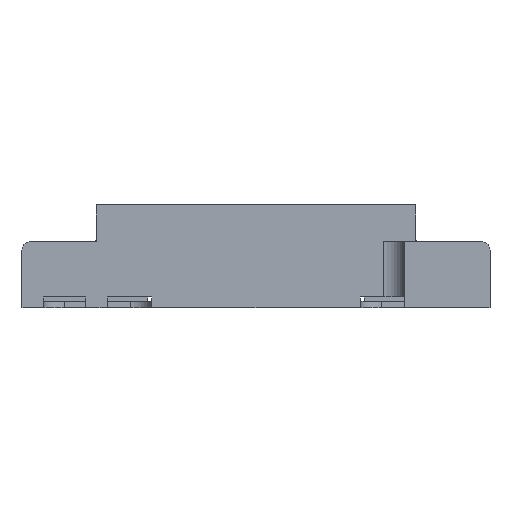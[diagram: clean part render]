
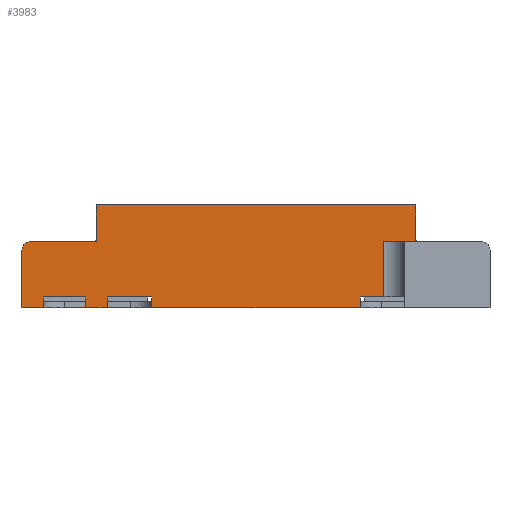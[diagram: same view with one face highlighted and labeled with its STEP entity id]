
A CAD part, front view. The second image highlights one B-rep face of the part: STEP entity #3983.
In plain terms, the highlighted planar face has unit normal (0, -1, 0).
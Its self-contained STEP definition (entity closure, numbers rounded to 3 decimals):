
#3536=AXIS2_PLACEMENT_3D('Plane Axis2P3D',#3533,#3534,#3535) ;
#3955=AXIS2_PLACEMENT_3D('Circle Axis2P3D',#3953,#3954,$) ;
#520=CARTESIAN_POINT('Vertex',(-4.9,-10.75,-0.5)) ;
#523=CARTESIAN_POINT('Line Origine',(-4.9,-10.75,-0.25)) ;
#527=CARTESIAN_POINT('Vertex',(-4.9,-10.75,0.)) ;
#701=CARTESIAN_POINT('Vertex',(-7.5,-10.75,2.6)) ;
#704=CARTESIAN_POINT('Line Origine',(-7.5,-10.75,3.475)) ;
#708=CARTESIAN_POINT('Vertex',(-7.5,-10.75,3.8)) ;
#711=CARTESIAN_POINT('Line Origine',(-7.5,-10.75,3.475)) ;
#715=CARTESIAN_POINT('Vertex',(-7.5,-10.75,4.2)) ;
#948=CARTESIAN_POINT('Vertex',(4.9,-10.75,0.)) ;
#951=CARTESIAN_POINT('Line Origine',(4.9,-10.75,-0.25)) ;
#955=CARTESIAN_POINT('Vertex',(4.9,-10.75,-0.5)) ;
#1600=CARTESIAN_POINT('Vertex',(-11.,-10.75,-0.5)) ;
#1603=CARTESIAN_POINT('Line Origine',(-11.,-10.75,0.85)) ;
#1607=CARTESIAN_POINT('Vertex',(-11.,-10.75,2.2)) ;
#2135=CARTESIAN_POINT('Line Origine',(-5.95,-10.75,0.)) ;
#2139=CARTESIAN_POINT('Vertex',(-7.,-10.75,0.)) ;
#2160=CARTESIAN_POINT('Vertex',(-8.,-10.75,0.)) ;
#2163=CARTESIAN_POINT('Line Origine',(-9.,-10.75,0.)) ;
#2167=CARTESIAN_POINT('Vertex',(-10.,-10.75,0.)) ;
#2242=CARTESIAN_POINT('Line Origine',(-7.5,-10.75,4.275)) ;
#2246=CARTESIAN_POINT('Vertex',(-7.5,-10.75,4.35)) ;
#2273=CARTESIAN_POINT('Line Origine',(0.,-10.75,4.35)) ;
#2277=CARTESIAN_POINT('Vertex',(7.5,-10.75,4.35)) ;
#2311=CARTESIAN_POINT('Line Origine',(7.5,-10.75,4.275)) ;
#2315=CARTESIAN_POINT('Vertex',(7.5,-10.75,4.2)) ;
#2339=CARTESIAN_POINT('Vertex',(-7.,-10.75,-0.5)) ;
#2349=CARTESIAN_POINT('Line Origine',(-7.,-10.75,-0.25)) ;
#2366=CARTESIAN_POINT('Line Origine',(-7.5,-10.75,-0.5)) ;
#2370=CARTESIAN_POINT('Vertex',(-8.,-10.75,-0.5)) ;
#2397=CARTESIAN_POINT('Line Origine',(-8.,-10.75,-0.25)) ;
#3328=CARTESIAN_POINT('Line Origine',(-10.,-10.75,-0.25)) ;
#3332=CARTESIAN_POINT('Vertex',(-10.,-10.75,-0.5)) ;
#3396=CARTESIAN_POINT('Line Origine',(0.,-10.75,-0.5)) ;
#3401=CARTESIAN_POINT('Line Origine',(-10.5,-10.75,-0.5)) ;
#3533=CARTESIAN_POINT('Axis2P3D Location',(11.,-10.75,0.)) ;
#3781=CARTESIAN_POINT('Line Origine',(5.45,-10.75,0.)) ;
#3785=CARTESIAN_POINT('Vertex',(6.,-10.75,0.)) ;
#3823=CARTESIAN_POINT('Line Origine',(6.75,-10.75,2.6)) ;
#3827=CARTESIAN_POINT('Vertex',(6.,-10.75,2.6)) ;
#3829=CARTESIAN_POINT('Vertex',(7.5,-10.75,2.6)) ;
#3860=CARTESIAN_POINT('Vertex',(-10.6,-10.75,2.6)) ;
#3863=CARTESIAN_POINT('Line Origine',(-9.05,-10.75,2.6)) ;
#3936=CARTESIAN_POINT('Line Origine',(6.,-10.75,1.3)) ;
#3941=CARTESIAN_POINT('Line Origine',(7.5,-10.75,3.2)) ;
#3945=CARTESIAN_POINT('Vertex',(7.5,-10.75,3.8)) ;
#3948=CARTESIAN_POINT('Line Origine',(7.5,-10.75,4.)) ;
#3953=CARTESIAN_POINT('Axis2P3D Location',(-10.6,-10.75,2.2)) ;
#524=DIRECTION('Vector Direction',(0.,0.,-1.)) ;
#705=DIRECTION('Vector Direction',(0.,0.,-1.)) ;
#712=DIRECTION('Vector Direction',(0.,0.,-1.)) ;
#952=DIRECTION('Vector Direction',(0.,0.,-1.)) ;
#1604=DIRECTION('Vector Direction',(0.,0.,-1.)) ;
#2136=DIRECTION('Vector Direction',(-1.,0.,0.)) ;
#2164=DIRECTION('Vector Direction',(-1.,0.,0.)) ;
#2243=DIRECTION('Vector Direction',(0.,0.,-1.)) ;
#2274=DIRECTION('Vector Direction',(-1.,0.,0.)) ;
#2312=DIRECTION('Vector Direction',(0.,0.,-1.)) ;
#2350=DIRECTION('Vector Direction',(0.,0.,-1.)) ;
#2367=DIRECTION('Vector Direction',(1.,0.,0.)) ;
#2398=DIRECTION('Vector Direction',(0.,0.,-1.)) ;
#3329=DIRECTION('Vector Direction',(0.,0.,-1.)) ;
#3397=DIRECTION('Vector Direction',(1.,0.,0.)) ;
#3402=DIRECTION('Vector Direction',(1.,0.,0.)) ;
#3534=DIRECTION('Axis2P3D Direction',(0.,1.,-0.)) ;
#3535=DIRECTION('Axis2P3D XDirection',(-1.,0.,0.)) ;
#3782=DIRECTION('Vector Direction',(-1.,0.,0.)) ;
#3824=DIRECTION('Vector Direction',(-1.,0.,0.)) ;
#3864=DIRECTION('Vector Direction',(1.,0.,0.)) ;
#3937=DIRECTION('Vector Direction',(0.,0.,-1.)) ;
#3942=DIRECTION('Vector Direction',(0.,0.,-1.)) ;
#3949=DIRECTION('Vector Direction',(0.,0.,-1.)) ;
#3954=DIRECTION('Axis2P3D Direction',(0.,1.,-0.)) ;
#525=VECTOR('Line Direction',#524,1.) ;
#706=VECTOR('Line Direction',#705,1.) ;
#713=VECTOR('Line Direction',#712,1.) ;
#953=VECTOR('Line Direction',#952,1.) ;
#1605=VECTOR('Line Direction',#1604,1.) ;
#2137=VECTOR('Line Direction',#2136,1.) ;
#2165=VECTOR('Line Direction',#2164,1.) ;
#2244=VECTOR('Line Direction',#2243,1.) ;
#2275=VECTOR('Line Direction',#2274,1.) ;
#2313=VECTOR('Line Direction',#2312,1.) ;
#2351=VECTOR('Line Direction',#2350,1.) ;
#2368=VECTOR('Line Direction',#2367,1.) ;
#2399=VECTOR('Line Direction',#2398,1.) ;
#3330=VECTOR('Line Direction',#3329,1.) ;
#3398=VECTOR('Line Direction',#3397,1.) ;
#3403=VECTOR('Line Direction',#3402,1.) ;
#3783=VECTOR('Line Direction',#3782,1.) ;
#3825=VECTOR('Line Direction',#3824,1.) ;
#3865=VECTOR('Line Direction',#3864,1.) ;
#3938=VECTOR('Line Direction',#3937,1.) ;
#3943=VECTOR('Line Direction',#3942,1.) ;
#3950=VECTOR('Line Direction',#3949,1.) ;
#3959=ORIENTED_EDGE('',*,*,#3940,.T.) ;
#3960=ORIENTED_EDGE('',*,*,#3831,.T.) ;
#3961=ORIENTED_EDGE('',*,*,#3947,.T.) ;
#3962=ORIENTED_EDGE('',*,*,#3952,.T.) ;
#3963=ORIENTED_EDGE('',*,*,#2317,.F.) ;
#3964=ORIENTED_EDGE('',*,*,#2279,.F.) ;
#3965=ORIENTED_EDGE('',*,*,#2248,.T.) ;
#3966=ORIENTED_EDGE('',*,*,#717,.F.) ;
#3967=ORIENTED_EDGE('',*,*,#710,.F.) ;
#3968=ORIENTED_EDGE('',*,*,#3867,.T.) ;
#3969=ORIENTED_EDGE('',*,*,#3957,.F.) ;
#3970=ORIENTED_EDGE('',*,*,#1609,.T.) ;
#3971=ORIENTED_EDGE('',*,*,#3405,.F.) ;
#3972=ORIENTED_EDGE('',*,*,#3334,.F.) ;
#3973=ORIENTED_EDGE('',*,*,#2169,.T.) ;
#3974=ORIENTED_EDGE('',*,*,#2401,.T.) ;
#3975=ORIENTED_EDGE('',*,*,#2372,.F.) ;
#3976=ORIENTED_EDGE('',*,*,#2353,.F.) ;
#3977=ORIENTED_EDGE('',*,*,#2141,.T.) ;
#3978=ORIENTED_EDGE('',*,*,#529,.T.) ;
#3979=ORIENTED_EDGE('',*,*,#3400,.F.) ;
#3980=ORIENTED_EDGE('',*,*,#957,.F.) ;
#3981=ORIENTED_EDGE('',*,*,#3787,.T.) ;
#3983=ADVANCED_FACE('Hauptk\X2\00F6\X0\rper',(#3982),#3537,.F.) ;
#3956=CIRCLE('generated circle',#3955,0.4) ;
#529=EDGE_CURVE('',#528,#521,#526,.T.) ;
#710=EDGE_CURVE('',#702,#709,#707,.F.) ;
#717=EDGE_CURVE('',#709,#716,#714,.F.) ;
#957=EDGE_CURVE('',#949,#956,#954,.T.) ;
#1609=EDGE_CURVE('',#1608,#1601,#1606,.T.) ;
#2141=EDGE_CURVE('',#2140,#528,#2138,.F.) ;
#2169=EDGE_CURVE('',#2168,#2161,#2166,.F.) ;
#2248=EDGE_CURVE('',#2247,#716,#2245,.T.) ;
#2279=EDGE_CURVE('',#2247,#2278,#2276,.F.) ;
#2317=EDGE_CURVE('',#2278,#2316,#2314,.T.) ;
#2353=EDGE_CURVE('',#2140,#2340,#2352,.T.) ;
#2372=EDGE_CURVE('',#2340,#2371,#2369,.F.) ;
#2401=EDGE_CURVE('',#2161,#2371,#2400,.T.) ;
#3334=EDGE_CURVE('',#2168,#3333,#3331,.T.) ;
#3400=EDGE_CURVE('',#956,#521,#3399,.F.) ;
#3405=EDGE_CURVE('',#3333,#1601,#3404,.F.) ;
#3787=EDGE_CURVE('',#949,#3786,#3784,.F.) ;
#3831=EDGE_CURVE('',#3828,#3830,#3826,.F.) ;
#3867=EDGE_CURVE('',#702,#3861,#3866,.F.) ;
#3940=EDGE_CURVE('',#3786,#3828,#3939,.F.) ;
#3947=EDGE_CURVE('',#3830,#3946,#3944,.F.) ;
#3952=EDGE_CURVE('',#3946,#2316,#3951,.F.) ;
#3957=EDGE_CURVE('',#1608,#3861,#3956,.T.) ;
#3958=EDGE_LOOP('',(#3959,#3960,#3961,#3962,#3963,#3964,#3965,#3966,#3967,#3968,#3969,#3970,#3971,#3972,#3973,#3974,#3975,#3976,#3977,#3978,#3979,#3980,#3981)) ;
#3982=FACE_OUTER_BOUND('',#3958,.T.) ;
#526=LINE('Line',#523,#525) ;
#707=LINE('Line',#704,#706) ;
#714=LINE('Line',#711,#713) ;
#954=LINE('Line',#951,#953) ;
#1606=LINE('Line',#1603,#1605) ;
#2138=LINE('Line',#2135,#2137) ;
#2166=LINE('Line',#2163,#2165) ;
#2245=LINE('Line',#2242,#2244) ;
#2276=LINE('Line',#2273,#2275) ;
#2314=LINE('Line',#2311,#2313) ;
#2352=LINE('Line',#2349,#2351) ;
#2369=LINE('Line',#2366,#2368) ;
#2400=LINE('Line',#2397,#2399) ;
#3331=LINE('Line',#3328,#3330) ;
#3399=LINE('Line',#3396,#3398) ;
#3404=LINE('Line',#3401,#3403) ;
#3784=LINE('Line',#3781,#3783) ;
#3826=LINE('Line',#3823,#3825) ;
#3866=LINE('Line',#3863,#3865) ;
#3939=LINE('Line',#3936,#3938) ;
#3944=LINE('Line',#3941,#3943) ;
#3951=LINE('Line',#3948,#3950) ;
#3537=PLANE('',#3536) ;
#521=VERTEX_POINT('',#520) ;
#528=VERTEX_POINT('',#527) ;
#702=VERTEX_POINT('',#701) ;
#709=VERTEX_POINT('',#708) ;
#716=VERTEX_POINT('',#715) ;
#949=VERTEX_POINT('',#948) ;
#956=VERTEX_POINT('',#955) ;
#1601=VERTEX_POINT('',#1600) ;
#1608=VERTEX_POINT('',#1607) ;
#2140=VERTEX_POINT('',#2139) ;
#2161=VERTEX_POINT('',#2160) ;
#2168=VERTEX_POINT('',#2167) ;
#2247=VERTEX_POINT('',#2246) ;
#2278=VERTEX_POINT('',#2277) ;
#2316=VERTEX_POINT('',#2315) ;
#2340=VERTEX_POINT('',#2339) ;
#2371=VERTEX_POINT('',#2370) ;
#3333=VERTEX_POINT('',#3332) ;
#3786=VERTEX_POINT('',#3785) ;
#3828=VERTEX_POINT('',#3827) ;
#3830=VERTEX_POINT('',#3829) ;
#3861=VERTEX_POINT('',#3860) ;
#3946=VERTEX_POINT('',#3945) ;
